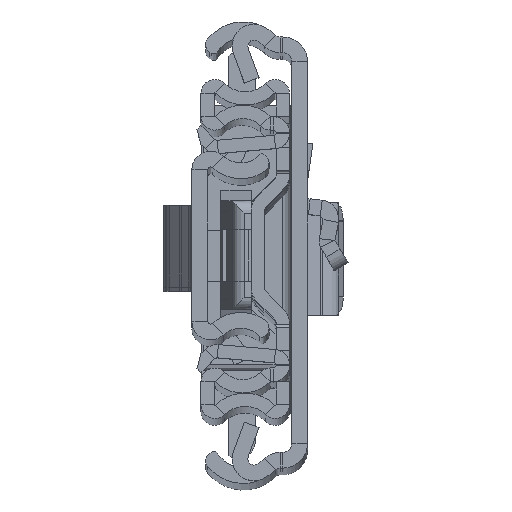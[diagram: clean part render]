
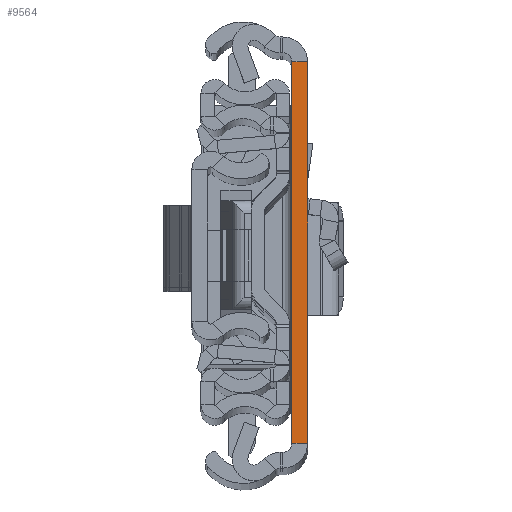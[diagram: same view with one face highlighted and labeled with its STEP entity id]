
A CAD part, top view. The second image highlights one B-rep face of the part: STEP entity #9564.
In plain terms, the highlighted planar face has unit normal (0, 0, 1).
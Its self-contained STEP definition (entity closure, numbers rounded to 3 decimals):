
#519 = DIRECTION ( 'NONE',  ( 0., 1., 0. ) ) ;
#612 = DIRECTION ( 'NONE',  ( 0., 0., -1. ) ) ;
#659 = EDGE_CURVE ( 'NONE', #12881, #2497, #9391, .T. ) ;
#1192 = AXIS2_PLACEMENT_3D ( 'NONE', #10841, #612, #519 ) ;
#1378 = VERTEX_POINT ( 'NONE', #10240 ) ;
#2497 = VERTEX_POINT ( 'NONE', #2554 ) ;
#2554 = CARTESIAN_POINT ( 'NONE',  ( 0., 31.5, 0. ) ) ;
#2719 = LINE ( 'NONE', #15356, #3234 ) ;
#2879 = EDGE_CURVE ( 'NONE', #2497, #1378, #9764, .T. ) ;
#3234 = VECTOR ( 'NONE', #16882, 1000. ) ;
#3340 = VECTOR ( 'NONE', #7053, 1000. ) ;
#3354 = FACE_OUTER_BOUND ( 'NONE', #16075, .T. ) ;
#5125 = VECTOR ( 'NONE', #9478, 1000. ) ;
#5782 = ORIENTED_EDGE ( 'NONE', *, *, #659, .F. ) ;
#5822 = CARTESIAN_POINT ( 'NONE',  ( 0., -31.5, 0. ) ) ;
#6342 = PLANE ( 'NONE',  #1192 ) ;
#7053 = DIRECTION ( 'NONE',  ( 1., 0., 0. ) ) ;
#7381 = ORIENTED_EDGE ( 'NONE', *, *, #15884, .T. ) ;
#8599 = EDGE_CURVE ( 'NONE', #9115, #1378, #2719, .T. ) ;
#8711 = ORIENTED_EDGE ( 'NONE', *, *, #2879, .F. ) ;
#9115 = VERTEX_POINT ( 'NONE', #14010 ) ;
#9391 = LINE ( 'NONE', #10893, #5125 ) ;
#9478 = DIRECTION ( 'NONE',  ( 0., 1., 0. ) ) ;
#9564 = ADVANCED_FACE ( 'NONE', ( #3354 ), #6342, .F. ) ;
#9577 = CARTESIAN_POINT ( 'NONE',  ( 2.6, 31.5, 0. ) ) ;
#9764 = LINE ( 'NONE', #9577, #12148 ) ;
#10240 = CARTESIAN_POINT ( 'NONE',  ( 2.6, 31.5, 0. ) ) ;
#10841 = CARTESIAN_POINT ( 'NONE',  ( 2.6, -31.5, 0. ) ) ;
#10893 = CARTESIAN_POINT ( 'NONE',  ( 0., -31.5, 0. ) ) ;
#12148 = VECTOR ( 'NONE', #15265, 1000. ) ;
#12670 = LINE ( 'NONE', #15558, #3340 ) ;
#12881 = VERTEX_POINT ( 'NONE', #5822 ) ;
#13000 = ORIENTED_EDGE ( 'NONE', *, *, #8599, .T. ) ;
#14010 = CARTESIAN_POINT ( 'NONE',  ( 2.6, -31.5, 0. ) ) ;
#15265 = DIRECTION ( 'NONE',  ( 1., 0., 0. ) ) ;
#15356 = CARTESIAN_POINT ( 'NONE',  ( 2.6, -31.5, 0. ) ) ;
#15558 = CARTESIAN_POINT ( 'NONE',  ( 2.6, -31.5, 0. ) ) ;
#15884 = EDGE_CURVE ( 'NONE', #12881, #9115, #12670, .T. ) ;
#16075 = EDGE_LOOP ( 'NONE', ( #8711, #5782, #7381, #13000 ) ) ;
#16882 = DIRECTION ( 'NONE',  ( 0., 1., 0. ) ) ;
